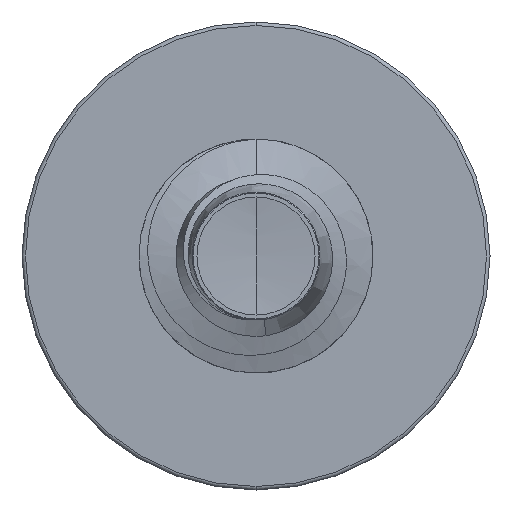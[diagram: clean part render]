
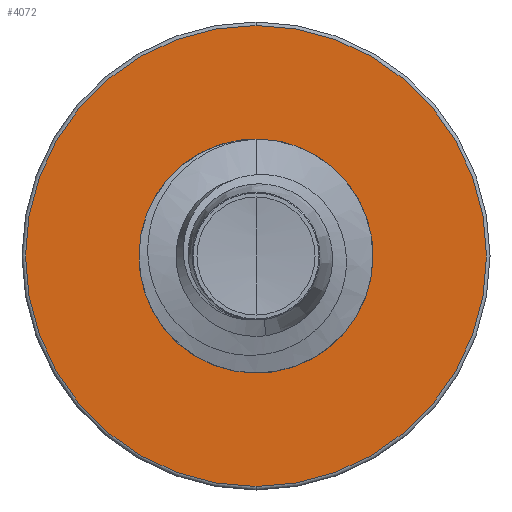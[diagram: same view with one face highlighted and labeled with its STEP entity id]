
A CAD part, front view. The second image highlights one B-rep face of the part: STEP entity #4072.
In plain terms, the highlighted planar face has unit normal (0, -1, 0).
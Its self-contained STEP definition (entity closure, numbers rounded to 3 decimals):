
#383 = EDGE_CURVE ( 'NONE', #6977, #9290, #1424, .T. ) ;
#970 = DIRECTION ( 'NONE',  ( 0., 1., 0. ) ) ;
#1424 = CIRCLE ( 'NONE', #8903, 3.94 ) ;
#1639 = CARTESIAN_POINT ( 'NONE',  ( 0., 7.5, -1.989 ) ) ;
#1696 = DIRECTION ( 'NONE',  ( 0., 1., 0. ) ) ;
#1871 = CIRCLE ( 'NONE', #8121, 1.989 ) ;
#2077 = DIRECTION ( 'NONE',  ( 0., 1., 0. ) ) ;
#2384 = CARTESIAN_POINT ( 'NONE',  ( 0., 7.5, 0. ) ) ;
#2457 = EDGE_LOOP ( 'NONE', ( #2886, #3261 ) ) ;
#2724 = FACE_OUTER_BOUND ( 'NONE', #9300, .T. ) ;
#2752 = VERTEX_POINT ( 'NONE', #1639 ) ;
#2886 = ORIENTED_EDGE ( 'NONE', *, *, #4470, .T. ) ;
#3261 = ORIENTED_EDGE ( 'NONE', *, *, #10311, .T. ) ;
#4072 = ADVANCED_FACE ( 'NONE', ( #2724, #6961 ), #9082, .F. ) ;
#4101 = CARTESIAN_POINT ( 'NONE',  ( 0., 7.5, 0. ) ) ;
#4470 = EDGE_CURVE ( 'NONE', #10824, #2752, #1871, .T. ) ;
#4605 = DIRECTION ( 'NONE',  ( 0., 0., 1. ) ) ;
#5038 = DIRECTION ( 'NONE',  ( 0., 0., 1. ) ) ;
#5428 = CIRCLE ( 'NONE', #6671, 3.94 ) ;
#6020 = AXIS2_PLACEMENT_3D ( 'NONE', #4101, #10374, #5038 ) ;
#6671 = AXIS2_PLACEMENT_3D ( 'NONE', #7455, #2077, #8371 ) ;
#6731 = EDGE_CURVE ( 'NONE', #9290, #6977, #5428, .T. ) ;
#6773 = CARTESIAN_POINT ( 'NONE',  ( 0., 7.5, 3.94 ) ) ;
#6961 = FACE_BOUND ( 'NONE', #2457, .T. ) ;
#6977 = VERTEX_POINT ( 'NONE', #6773 ) ;
#7081 = CARTESIAN_POINT ( 'NONE',  ( 0., 7.5, 0. ) ) ;
#7455 = CARTESIAN_POINT ( 'NONE',  ( 0., 7.5, 0. ) ) ;
#7988 = DIRECTION ( 'NONE',  ( 0., 0., 1. ) ) ;
#8121 = AXIS2_PLACEMENT_3D ( 'NONE', #7081, #1696, #7988 ) ;
#8371 = DIRECTION ( 'NONE',  ( 0., 0., 1. ) ) ;
#8751 = CIRCLE ( 'NONE', #6020, 1.989 ) ;
#8903 = AXIS2_PLACEMENT_3D ( 'NONE', #2384, #970, #10866 ) ;
#9082 = PLANE ( 'NONE',  #9650 ) ;
#9290 = VERTEX_POINT ( 'NONE', #9810 ) ;
#9300 = EDGE_LOOP ( 'NONE', ( #9996, #11022 ) ) ;
#9650 = AXIS2_PLACEMENT_3D ( 'NONE', #10822, #9967, #4605 ) ;
#9764 = CARTESIAN_POINT ( 'NONE',  ( 0., 7.5, 1.989 ) ) ;
#9810 = CARTESIAN_POINT ( 'NONE',  ( 0., 7.5, -3.94 ) ) ;
#9967 = DIRECTION ( 'NONE',  ( 0., 1., 0. ) ) ;
#9996 = ORIENTED_EDGE ( 'NONE', *, *, #383, .F. ) ;
#10311 = EDGE_CURVE ( 'NONE', #2752, #10824, #8751, .T. ) ;
#10374 = DIRECTION ( 'NONE',  ( 0., 1., 0. ) ) ;
#10822 = CARTESIAN_POINT ( 'NONE',  ( 0., 7.5, -1.989 ) ) ;
#10824 = VERTEX_POINT ( 'NONE', #9764 ) ;
#10866 = DIRECTION ( 'NONE',  ( 0., 0., 1. ) ) ;
#11022 = ORIENTED_EDGE ( 'NONE', *, *, #6731, .F. ) ;
